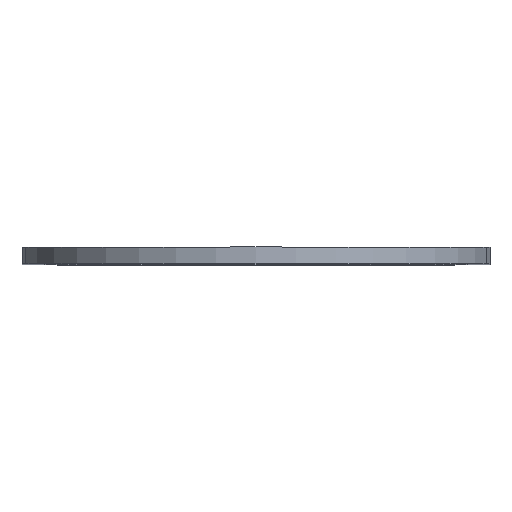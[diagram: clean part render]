
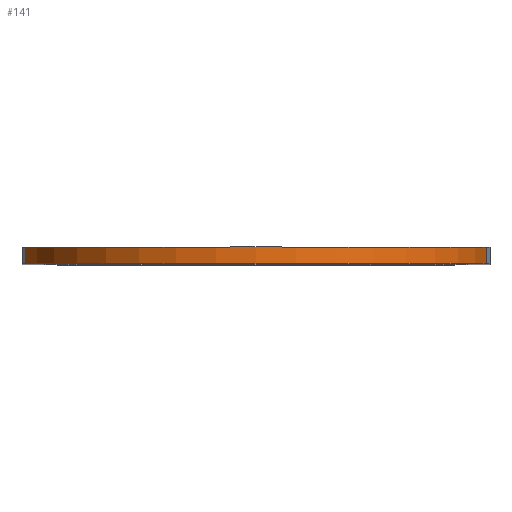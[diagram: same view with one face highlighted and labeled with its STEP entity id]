
A CAD part, top view. The second image highlights one B-rep face of the part: STEP entity #141.
In plain terms, the highlighted cylindrical face has radius 42.5 mm (diameter 85 mm), a partial arc.
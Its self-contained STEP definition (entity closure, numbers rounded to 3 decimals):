
#1 = DIRECTION ( 'NONE',  ( 0., -1., 0. ) ) ;
#36 = EDGE_CURVE ( 'NONE', #1113, #1279, #932, .T. ) ;
#104 = CIRCLE ( 'NONE', #697, 42.5 ) ;
#141 = ADVANCED_FACE ( 'NONE', ( #1012 ), #794, .T. ) ;
#251 = CARTESIAN_POINT ( 'NONE',  ( 0., 3., 69.569 ) ) ;
#264 = DIRECTION ( 'NONE',  ( 0., 1., 0. ) ) ;
#282 = EDGE_LOOP ( 'NONE', ( #1116, #707, #291, #1259 ) ) ;
#291 = ORIENTED_EDGE ( 'NONE', *, *, #36, .F. ) ;
#306 = VECTOR ( 'NONE', #1, 1000. ) ;
#314 = EDGE_CURVE ( 'NONE', #1279, #714, #897, .T. ) ;
#329 = CARTESIAN_POINT ( 'NONE',  ( 0., 3., 69.569 ) ) ;
#366 = VECTOR ( 'NONE', #807, 1000. ) ;
#431 = DIRECTION ( 'NONE',  ( 0., 0., 1. ) ) ;
#441 = AXIS2_PLACEMENT_3D ( 'NONE', #251, #463, #1162 ) ;
#463 = DIRECTION ( 'NONE',  ( 0., -1., 0. ) ) ;
#595 = CARTESIAN_POINT ( 'NONE',  ( 41.811, 3., 77.192 ) ) ;
#663 = CARTESIAN_POINT ( 'NONE',  ( -41.811, 0., 77.192 ) ) ;
#664 = LINE ( 'NONE', #915, #366 ) ;
#697 = AXIS2_PLACEMENT_3D ( 'NONE', #759, #264, #1175 ) ;
#707 = ORIENTED_EDGE ( 'NONE', *, *, #314, .F. ) ;
#714 = VERTEX_POINT ( 'NONE', #1051 ) ;
#757 = AXIS2_PLACEMENT_3D ( 'NONE', #329, #1046, #431 ) ;
#759 = CARTESIAN_POINT ( 'NONE',  ( 0., 0., 69.569 ) ) ;
#794 = CYLINDRICAL_SURFACE ( 'NONE', #441, 42.5 ) ;
#807 = DIRECTION ( 'NONE',  ( 0., -1., 0. ) ) ;
#897 = LINE ( 'NONE', #595, #306 ) ;
#915 = CARTESIAN_POINT ( 'NONE',  ( -41.811, 3., 77.192 ) ) ;
#931 = EDGE_CURVE ( 'NONE', #1286, #714, #104, .T. ) ;
#932 = CIRCLE ( 'NONE', #757, 42.5 ) ;
#1012 = FACE_OUTER_BOUND ( 'NONE', #282, .T. ) ;
#1024 = CARTESIAN_POINT ( 'NONE',  ( -41.811, 3., 77.192 ) ) ;
#1046 = DIRECTION ( 'NONE',  ( 0., 1., 0. ) ) ;
#1049 = EDGE_CURVE ( 'NONE', #1113, #1286, #664, .T. ) ;
#1051 = CARTESIAN_POINT ( 'NONE',  ( 41.811, 0., 77.192 ) ) ;
#1065 = CARTESIAN_POINT ( 'NONE',  ( 41.811, 3., 77.192 ) ) ;
#1113 = VERTEX_POINT ( 'NONE', #1024 ) ;
#1116 = ORIENTED_EDGE ( 'NONE', *, *, #931, .T. ) ;
#1162 = DIRECTION ( 'NONE',  ( 0., 0., -1. ) ) ;
#1175 = DIRECTION ( 'NONE',  ( 0., 0., 1. ) ) ;
#1259 = ORIENTED_EDGE ( 'NONE', *, *, #1049, .T. ) ;
#1279 = VERTEX_POINT ( 'NONE', #1065 ) ;
#1286 = VERTEX_POINT ( 'NONE', #663 ) ;
